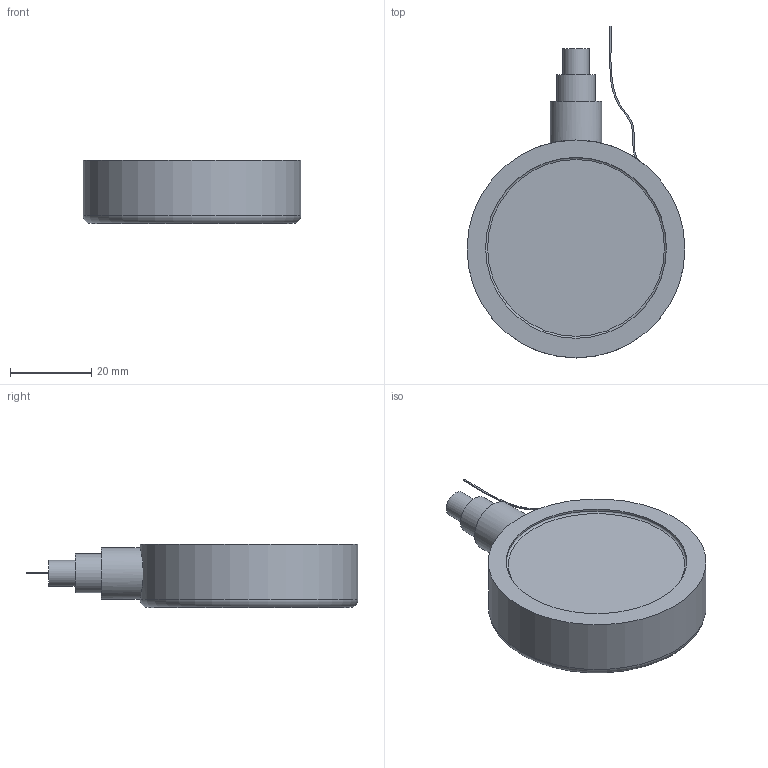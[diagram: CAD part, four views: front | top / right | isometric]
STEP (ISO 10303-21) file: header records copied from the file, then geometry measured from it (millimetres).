
FILE_DESCRIPTION(/* description */ ('Alibre Inc.'),/* implementation_level */ '2;1');
FILE_NAME(/* name */ 'export0',/* time_stamp */ '2017-10-07T10:06:02-07:00',/* author */ (''),/* organization */ (''),/* preprocessor_version */ 'ST-DEVELOPER v14',/* originating_system */ 'Alibre',/* authorisation */ '');
FILE_SCHEMA (('AUTOMOTIVE_DESIGN'));
Length unit declared in the file: centimetre
Bounding box: 53.6 x 81.65 x 15.5 mm (x, y, z)
Volume: 35189.4 mm3; surface area: 7846 mm2
Topology: 1 solids, 1 shells, 19 faces, 35 edges, 23 vertices
Faces by surface type: plane 10, cylinder 5, torus 2, bspline 2
Full cylindrical faces by diameter (mm): 6.4 x1, 9.55 x1, 12.7 x1, 44.5 x1, 53.6 x1
Entity records: 576 total; most frequent: CARTESIAN_POINT 191, DIRECTION 57, ORIENTED_EDGE 54, EDGE_LOOP 31, FACE_BOUND 31, AXIS2_PLACEMENT_3D 30, EDGE_CURVE 27, VERTEX_POINT 22
